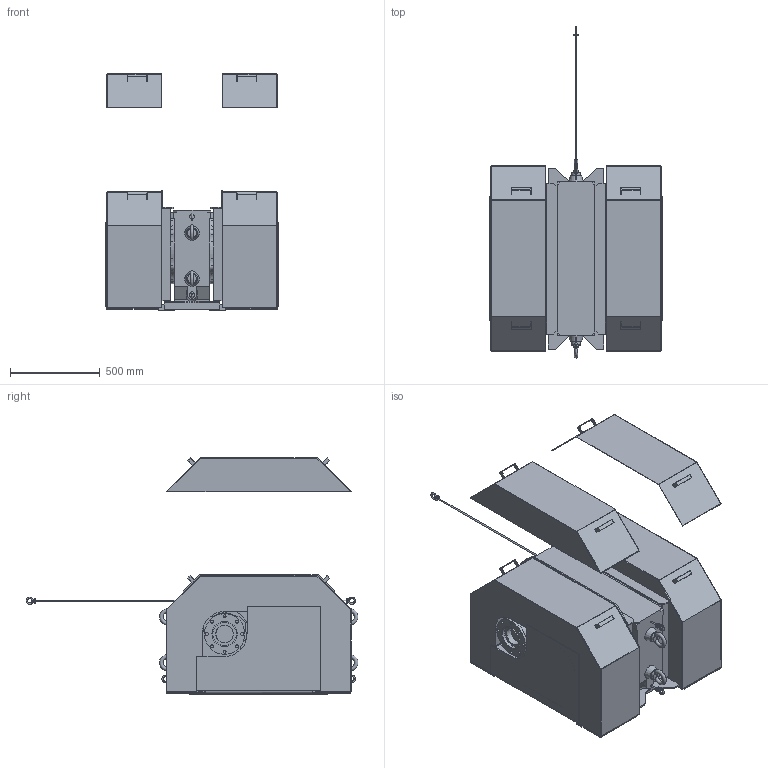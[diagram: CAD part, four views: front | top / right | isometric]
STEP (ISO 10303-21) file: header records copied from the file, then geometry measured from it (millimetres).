
FILE_DESCRIPTION(/* description */ (''),/* implementation_level */ '2;1');
FILE_NAME(/* name */ '816 50HZ',/* time_stamp */ '2021-01-22T09:57:19+01:00',/* author */ (''),/* organization */ (''),/* preprocessor_version */ 'ST-DEVELOPER v16.5',/* originating_system */ 'HiCAD 2019 2402.2 Build 521',/* authorisation */ '');
FILE_SCHEMA (('CONFIG_CONTROL_DESIGN','AUTOMOTIVE_DESIGN { 1 0 10303 214 3 1 1 }'));
Length unit declared in the file: millimetre
Products named in the file (31): Root; JR 816 50Hz 0222288_Baugruppe; JR 800; Gehäuse; SCHWERPUNKT; Hauben, austauschbar mit teilbaren Hauben (falls vorhanden); Haube JR 800 geschlossen; Blech für Haube geschlossen; Haube JR 800 offen; Blech für Haube offen; Welle + Gewichte Innen; AnschlussFlansch; Fliehgewicht t=25; Welle Gewichte Innen; JR 816 - Fliehgewicht t = 90; Welle + Gewichte Außen; Welle Gewichte Außen; Haubenausbaumaß; Haube; Ölmessstab je nach Einbaulage umpositionieren; Ölmessstab Standard-Pos; Ölmessstab Pos 1; Ölmessstab Pos 2; Ölmessstab Pos 3
Assembly tree (30 placements, depth 5):
  Root
    JR 816 50Hz 0222288_Baugruppe
      JR 800
        Gehäuse
          SCHWERPUNKT
      Hauben, austauschbar mit teilbaren Hauben (falls vorhanden)
        Haube JR 800 geschlossen
          Blech für Haube geschlossen
        Haube JR 800 offen
          Blech für Haube offen
      Welle + Gewichte Innen
        AnschlussFlansch
        Fliehgewicht t=25
        Fliehgewicht t=25
        Welle Gewichte Innen
        JR 816 - Fliehgewicht t = 90
        JR 816 - Fliehgewicht t = 90
      Welle + Gewichte Außen
        Fliehgewicht t=25
        Fliehgewicht t=25
        Welle Gewichte Außen
        JR 816 - Fliehgewicht t = 90
        JR 816 - Fliehgewicht t = 90
      Haubenausbaumaß
        Haube
        Haube
      Ölmessstab je nach Einbaulage umpositionieren
        Ölmessstab Standard-Pos
        Ölmessstab Pos 1
        Ölmessstab Pos 2
        Ölmessstab Pos 3
Bounding box: 960 x 1845.72 x 1315 mm (x, y, z)
Volume: 195640163.8 mm3; surface area: 16063280.6 mm2
Topology: 29 solids, 29 shells, 743 faces, 1944 edges, 1278 vertices
Faces by surface type: plane 479, cone 147, cylinder 100, torus 12, bspline 4, sphere 1
Full cylindrical faces by diameter (mm): 8 x4, 17 x8, 28 x4, 33 x8, 50 x4, 100 x3, 115 x8, 130 x1, 139.7 x1, 140 x1, 148 x6, 225 x1, 280 x4
Entity records: 45663 total; most frequent: CARTESIAN_POINT 8048, DIRECTION 3891, PRESENTATION_STYLE_ASSIGNMENT 3761, COLOUR_RGB 3744, DRAUGHTING_PRE_DEFINED_CURVE_FONT 3736, CURVE_STYLE 3736, OVER_RIDING_STYLED_ITEM 3736, ORIENTED_EDGE 3736
